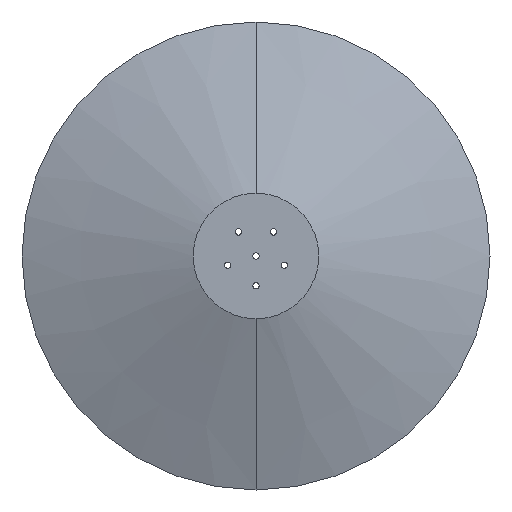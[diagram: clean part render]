
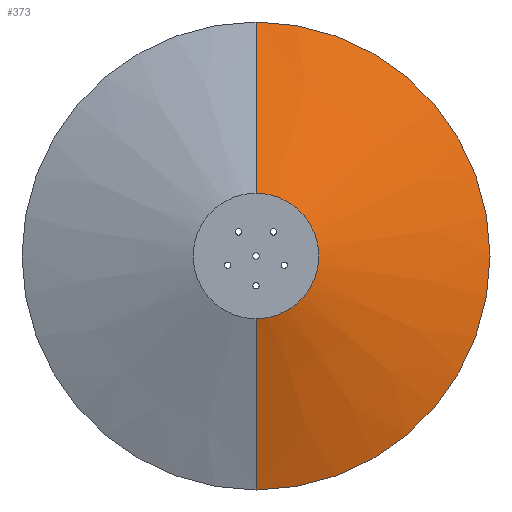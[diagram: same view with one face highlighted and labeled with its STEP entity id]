
A CAD part, front view. The second image highlights one B-rep face of the part: STEP entity #373.
In plain terms, the highlighted conical face has half-angle 70 degrees and reference radius 10 mm.
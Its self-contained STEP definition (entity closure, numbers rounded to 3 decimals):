
#5 = EDGE_CURVE ( 'NONE', #355, #410, #610, .T. ) ;
#12 = LINE ( 'NONE', #225, #480 ) ;
#24 = CIRCLE ( 'NONE', #403, 10. ) ;
#26 = ORIENTED_EDGE ( 'NONE', *, *, #640, .F. ) ;
#54 = CONICAL_SURFACE ( 'NONE', #111, 10., 1.222 ) ;
#83 = DIRECTION ( 'NONE',  ( 0., 0.342, -0.94 ) ) ;
#91 = FACE_OUTER_BOUND ( 'NONE', #109, .T. ) ;
#99 = CARTESIAN_POINT ( 'NONE',  ( 0., 0., 0. ) ) ;
#109 = EDGE_LOOP ( 'NONE', ( #553, #547, #445, #26 ) ) ;
#111 = AXIS2_PLACEMENT_3D ( 'NONE', #318, #656, #500 ) ;
#130 = AXIS2_PLACEMENT_3D ( 'NONE', #459, #369, #468 ) ;
#131 = EDGE_CURVE ( 'NONE', #355, #288, #24, .T. ) ;
#164 = CARTESIAN_POINT ( 'NONE',  ( 0., 9.918, 37.25 ) ) ;
#165 = CIRCLE ( 'NONE', #130, 37.25 ) ;
#200 = CARTESIAN_POINT ( 'NONE',  ( 0., 9.918, -37.25 ) ) ;
#225 = CARTESIAN_POINT ( 'NONE',  ( 0., 0., 10. ) ) ;
#288 = VERTEX_POINT ( 'NONE', #451 ) ;
#301 = CARTESIAN_POINT ( 'NONE',  ( 0., 0., -10. ) ) ;
#306 = DIRECTION ( 'NONE',  ( 0., -1., 0. ) ) ;
#318 = CARTESIAN_POINT ( 'NONE',  ( 0., 0., 0. ) ) ;
#338 = VECTOR ( 'NONE', #83, 1000. ) ;
#355 = VERTEX_POINT ( 'NONE', #364 ) ;
#364 = CARTESIAN_POINT ( 'NONE',  ( 0., 0., -10. ) ) ;
#369 = DIRECTION ( 'NONE',  ( 0., -1., 0. ) ) ;
#373 = ADVANCED_FACE ( 'NONE', ( #91 ), #54, .T. ) ;
#403 = AXIS2_PLACEMENT_3D ( 'NONE', #99, #306, #453 ) ;
#404 = VERTEX_POINT ( 'NONE', #164 ) ;
#410 = VERTEX_POINT ( 'NONE', #200 ) ;
#425 = DIRECTION ( 'NONE',  ( 0., 0.342, 0.94 ) ) ;
#445 = ORIENTED_EDGE ( 'NONE', *, *, #473, .T. ) ;
#451 = CARTESIAN_POINT ( 'NONE',  ( 0., 0., 10. ) ) ;
#453 = DIRECTION ( 'NONE',  ( 0., 0., -1. ) ) ;
#459 = CARTESIAN_POINT ( 'NONE',  ( 0., 9.918, 0. ) ) ;
#468 = DIRECTION ( 'NONE',  ( 0., 0., -1. ) ) ;
#473 = EDGE_CURVE ( 'NONE', #410, #404, #165, .T. ) ;
#480 = VECTOR ( 'NONE', #425, 1000. ) ;
#500 = DIRECTION ( 'NONE',  ( 0., 0., 1. ) ) ;
#547 = ORIENTED_EDGE ( 'NONE', *, *, #5, .T. ) ;
#553 = ORIENTED_EDGE ( 'NONE', *, *, #131, .F. ) ;
#610 = LINE ( 'NONE', #301, #338 ) ;
#640 = EDGE_CURVE ( 'NONE', #288, #404, #12, .T. ) ;
#656 = DIRECTION ( 'NONE',  ( 0., 1., 0. ) ) ;
